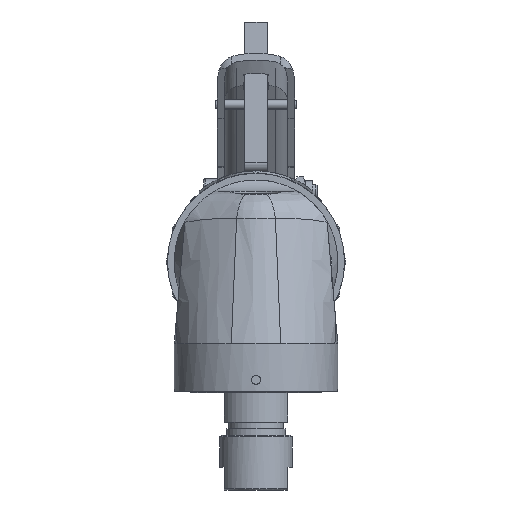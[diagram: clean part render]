
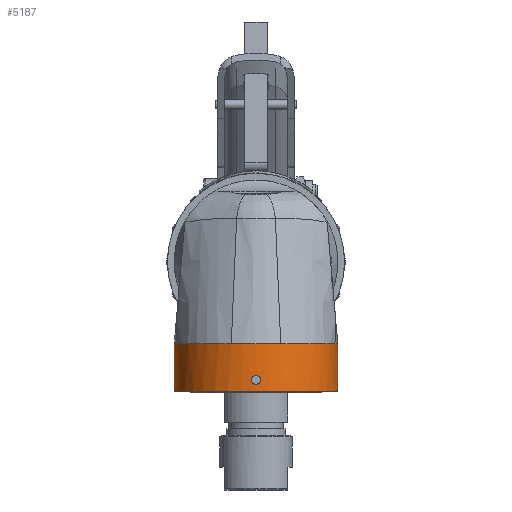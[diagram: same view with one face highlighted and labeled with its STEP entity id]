
A CAD part, left-side view. The second image highlights one B-rep face of the part: STEP entity #5187.
In plain terms, the highlighted cylindrical face has radius 18 mm (diameter 36 mm), a full revolution.
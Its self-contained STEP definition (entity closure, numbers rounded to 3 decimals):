
#2972=CARTESIAN_POINT('',(-84.337,0.,-28.5));
#2973=VERTEX_POINT('',#2972);
#2974=CARTESIAN_POINT('',(-102.337,0.,-28.5));
#2975=DIRECTION('',(0.0,0.0,1.0));
#2976=DIRECTION('',(-1.0,0.0,0.0));
#2977=AXIS2_PLACEMENT_3D('',#2974,#2975,#2976);
#2978=CIRCLE('',#2977,18.0);
#2979=EDGE_CURVE('',#2973,#2973,#2978,.T.);
#3128=CARTESIAN_POINT('',(-119.494,-5.443,-18.));
#3129=VERTEX_POINT('',#3128);
#3136=CARTESIAN_POINT('',(-106.994,-17.387,-18.));
#3137=VERTEX_POINT('',#3136);
#3138=CARTESIAN_POINT('',(-102.337,0.,-18.));
#3139=DIRECTION('',(0.0,0.0,-1.0));
#3140=DIRECTION('',(-1.0,0.0,0.0));
#3141=AXIS2_PLACEMENT_3D('',#3138,#3139,#3140);
#3142=CIRCLE('',#3141,18.0);
#3143=EDGE_CURVE('',#3137,#3129,#3142,.T.);
#3720=CARTESIAN_POINT('',(-102.337,-18.,-18.));
#3721=VERTEX_POINT('',#3720);
#3909=CARTESIAN_POINT('',(-119.494,5.443,-18.));
#3910=VERTEX_POINT('',#3909);
#3917=CARTESIAN_POINT('',(-102.337,0.,-18.));
#3918=DIRECTION('',(0.0,0.0,-1.0));
#3919=DIRECTION('',(-1.0,0.0,0.0));
#3920=AXIS2_PLACEMENT_3D('',#3917,#3918,#3919);
#3921=CIRCLE('',#3920,18.0);
#3922=EDGE_CURVE('',#3129,#3910,#3921,.T.);
#3988=CARTESIAN_POINT('',(-107.015,17.381,-18.));
#3989=VERTEX_POINT('',#3988);
#3996=CARTESIAN_POINT('',(-102.337,0.,-18.));
#3997=DIRECTION('',(0.0,0.0,-1.0));
#3998=DIRECTION('',(-1.0,0.0,0.0));
#3999=AXIS2_PLACEMENT_3D('',#3996,#3997,#3998);
#4000=CIRCLE('',#3999,18.0);
#4001=EDGE_CURVE('',#3910,#3989,#4000,.T.);
#4066=CARTESIAN_POINT('',(-102.337,18.,-18.));
#4067=VERTEX_POINT('',#4066);
#4754=CARTESIAN_POINT('',(-84.337,0.,-18.));
#4755=VERTEX_POINT('',#4754);
#4943=CARTESIAN_POINT('',(-102.337,0.,-18.));
#4944=DIRECTION('',(0.0,0.0,-1.0));
#4945=DIRECTION('',(-1.0,0.0,0.0));
#4946=AXIS2_PLACEMENT_3D('',#4943,#4944,#4945);
#4947=CIRCLE('',#4946,18.0);
#4948=EDGE_CURVE('',#3989,#4067,#4947,.T.);
#4981=CARTESIAN_POINT('',(-102.337,0.,-18.));
#4982=DIRECTION('',(0.0,0.0,-1.0));
#4983=DIRECTION('',(-1.0,0.0,0.0));
#4984=AXIS2_PLACEMENT_3D('',#4981,#4982,#4983);
#4985=CIRCLE('',#4984,18.0);
#4986=EDGE_CURVE('',#3721,#3137,#4985,.T.);
#5034=CARTESIAN_POINT('',(-102.337,0.,-18.));
#5035=DIRECTION('',(0.0,0.0,-1.0));
#5036=DIRECTION('',(-1.0,0.0,0.0));
#5037=AXIS2_PLACEMENT_3D('',#5034,#5035,#5036);
#5038=CIRCLE('',#5037,18.0);
#5039=EDGE_CURVE('',#4067,#4755,#5038,.T.);
#5099=CARTESIAN_POINT('',(-84.337,-0.023,-18.));
#5100=VERTEX_POINT('',#5099);
#5101=CARTESIAN_POINT('',(-102.337,0.,-18.));
#5102=DIRECTION('',(0.0,0.0,-1.0));
#5103=DIRECTION('',(-1.0,0.0,0.0));
#5104=AXIS2_PLACEMENT_3D('',#5101,#5102,#5103);
#5105=CIRCLE('',#5104,18.0);
#5106=EDGE_CURVE('',#5100,#3721,#5105,.T.);
#5108=CARTESIAN_POINT('',(-102.337,0.,-18.));
#5109=DIRECTION('',(0.0,0.0,-1.0));
#5110=DIRECTION('',(-1.0,0.0,0.0));
#5111=AXIS2_PLACEMENT_3D('',#5108,#5109,#5110);
#5112=CIRCLE('',#5111,18.0);
#5113=EDGE_CURVE('',#4755,#5100,#5112,.T.);
#5119=CARTESIAN_POINT('',(-102.337,0.,-30.));
#5120=DIRECTION('',(0.0,0.0,1.0));
#5121=DIRECTION('',(-1.0,0.0,0.0));
#5122=AXIS2_PLACEMENT_3D('',#5119,#5120,#5121);
#5123=CYLINDRICAL_SURFACE('',#5122,18.0);
#5124=ORIENTED_EDGE('',*,*,#2979,.T.);
#5125=EDGE_LOOP('',(#5124));
#5126=FACE_OUTER_BOUND('',#5125,.T.);
#5127=CARTESIAN_POINT('',(-120.309,1.,-26.));
#5128=VERTEX_POINT('',#5127);
#5129=CARTESIAN_POINT('',(-120.309,1.,-26.));
#5130=CARTESIAN_POINT('',(-120.309,1.,-25.841));
#5131=CARTESIAN_POINT('',(-120.312,0.959,-25.67));
#5132=CARTESIAN_POINT('',(-120.315,0.878,-25.522));
#5133=CARTESIAN_POINT('',(-120.32,0.793,-25.365));
#5134=CARTESIAN_POINT('',(-120.325,0.674,-25.24));
#5135=CARTESIAN_POINT('',(-120.329,0.523,-25.147));
#5136=CARTESIAN_POINT('',(-120.334,0.377,-25.058));
#5137=CARTESIAN_POINT('',(-120.337,0.204,-25.007));
#5138=CARTESIAN_POINT('',(-120.337,0.039,-25.001));
#5139=CARTESIAN_POINT('',(-120.337,-0.095,-24.996));
#5140=CARTESIAN_POINT('',(-120.336,-0.232,-25.017));
#5141=CARTESIAN_POINT('',(-120.333,-0.363,-25.068));
#5142=CARTESIAN_POINT('',(-120.33,-0.503,-25.123));
#5143=CARTESIAN_POINT('',(-120.326,-0.628,-25.209));
#5144=CARTESIAN_POINT('',(-120.322,-0.727,-25.313));
#5145=CARTESIAN_POINT('',(-120.318,-0.836,-25.428));
#5146=CARTESIAN_POINT('',(-120.313,-0.921,-25.578));
#5147=CARTESIAN_POINT('',(-120.311,-0.965,-25.737));
#5148=CARTESIAN_POINT('',(-120.308,-1.015,-25.921));
#5149=CARTESIAN_POINT('',(-120.309,-1.012,-26.108));
#5150=CARTESIAN_POINT('',(-120.312,-0.957,-26.292));
#5151=CARTESIAN_POINT('',(-120.314,-0.913,-26.433));
#5152=CARTESIAN_POINT('',(-120.318,-0.836,-26.567));
#5153=CARTESIAN_POINT('',(-120.322,-0.74,-26.672));
#5154=CARTESIAN_POINT('',(-120.325,-0.661,-26.76));
#5155=CARTESIAN_POINT('',(-120.328,-0.565,-26.834));
#5156=CARTESIAN_POINT('',(-120.331,-0.455,-26.891));
#5157=CARTESIAN_POINT('',(-120.334,-0.337,-26.951));
#5158=CARTESIAN_POINT('',(-120.336,-0.206,-26.987));
#5159=CARTESIAN_POINT('',(-120.337,-0.079,-26.997));
#5160=CARTESIAN_POINT('',(-120.337,0.015,-27.004));
#5161=CARTESIAN_POINT('',(-120.337,0.107,-26.999));
#5162=CARTESIAN_POINT('',(-120.336,0.202,-26.979));
#5163=CARTESIAN_POINT('',(-120.334,0.37,-26.945));
#5164=CARTESIAN_POINT('',(-120.329,0.533,-26.862));
#5165=CARTESIAN_POINT('',(-120.325,0.659,-26.752));
#5166=CARTESIAN_POINT('',(-120.321,0.754,-26.669));
#5167=CARTESIAN_POINT('',(-120.318,0.834,-26.568));
#5168=CARTESIAN_POINT('',(-120.315,0.893,-26.451));
#5169=CARTESIAN_POINT('',(-120.311,0.964,-26.31));
#5170=CARTESIAN_POINT('',(-120.309,1.,-26.149));
#5171=CARTESIAN_POINT('',(-120.309,1.,-26.));
#5172=B_SPLINE_CURVE_WITH_KNOTS('',3,(#5129,#5130,#5131,#5132,#5133,#5134,#5135,#5136,#5137,#5138,#5139,#5140,#5141,#5142,#5143,#5144,#5145,#5146,#5147,#5148,#5149,#5150,#5151,#5152,#5153,#5154,#5155,#5156,#5157,#5158,#5159,#5160,#5161,#5162,#5163,#5164,#5165,#5166,#5167,#5168,#5169,#5170,#5171),.UNSPECIFIED.,.T.,.U.,(4,3,3,3,3,3,3,3,3,3,3,3,3,3,4),(0.0,0.048,0.098,0.147,0.186,0.229,0.276,0.33,0.372,0.407,0.444,0.472,0.521,0.558,0.603),.UNSPECIFIED.);
#5173=EDGE_CURVE('',#5128,#5128,#5172,.T.);
#5174=ORIENTED_EDGE('',*,*,#5173,.T.);
#5175=EDGE_LOOP('',(#5174));
#5176=FACE_BOUND('',#5175,.T.);
#5177=ORIENTED_EDGE('',*,*,#5113,.T.);
#5178=ORIENTED_EDGE('',*,*,#5106,.T.);
#5179=ORIENTED_EDGE('',*,*,#4986,.T.);
#5180=ORIENTED_EDGE('',*,*,#3143,.T.);
#5181=ORIENTED_EDGE('',*,*,#3922,.T.);
#5182=ORIENTED_EDGE('',*,*,#4001,.T.);
#5183=ORIENTED_EDGE('',*,*,#4948,.T.);
#5184=ORIENTED_EDGE('',*,*,#5039,.T.);
#5185=EDGE_LOOP('',(#5177,#5178,#5179,#5180,#5181,#5182,#5183,#5184));
#5186=FACE_BOUND('',#5185,.T.);
#5187=ADVANCED_FACE('',(#5126,#5176,#5186),#5123,.T.);
